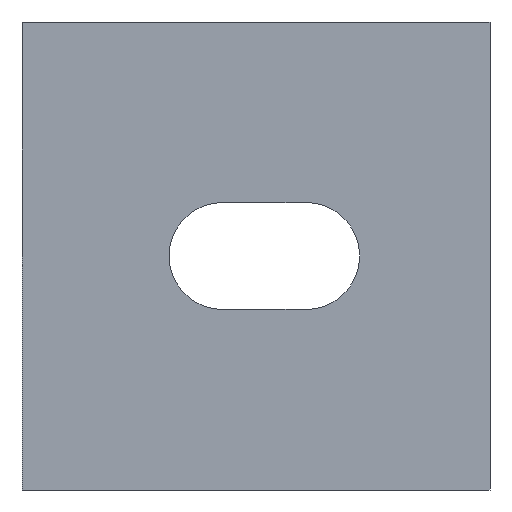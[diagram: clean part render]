
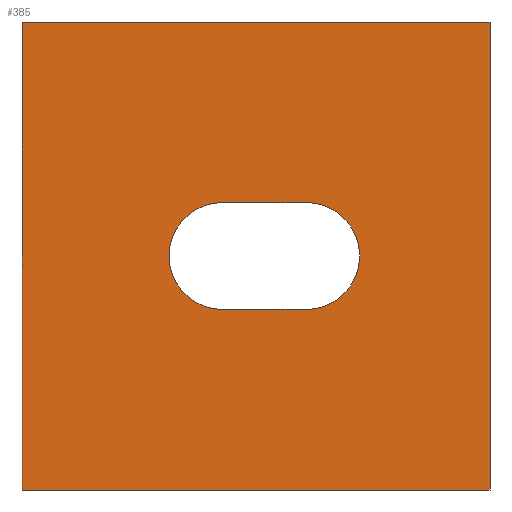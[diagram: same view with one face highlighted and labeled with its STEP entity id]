
A CAD part, front view. The second image highlights one B-rep face of the part: STEP entity #385.
In plain terms, the highlighted planar face has unit normal (0, -1, 0).
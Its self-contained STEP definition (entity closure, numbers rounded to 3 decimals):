
#17=FACE_BOUND('',#74,.T.);
#31=PLANE('',#433);
#51=FACE_OUTER_BOUND('',#73,.T.);
#73=EDGE_LOOP('',(#339,#340,#341,#342));
#74=EDGE_LOOP('',(#343,#344,#345,#346));
#90=LINE('',#577,#134);
#94=LINE('',#587,#138);
#116=LINE('',#633,#160);
#118=LINE('',#637,#162);
#119=LINE('',#639,#163);
#120=LINE('',#640,#164);
#134=VECTOR('',#474,10.);
#138=VECTOR('',#486,10.);
#160=VECTOR('',#524,10.);
#162=VECTOR('',#528,10.);
#163=VECTOR('',#529,10.);
#164=VECTOR('',#530,10.);
#172=CIRCLE('',#419,3.2);
#174=CIRCLE('',#423,3.2);
#185=VERTEX_POINT('',#568);
#186=VERTEX_POINT('',#570);
#188=VERTEX_POINT('',#576);
#190=VERTEX_POINT('',#582);
#205=VERTEX_POINT('',#630);
#206=VERTEX_POINT('',#632);
#207=VERTEX_POINT('',#636);
#208=VERTEX_POINT('',#638);
#223=EDGE_CURVE('',#186,#185,#172,.T.);
#226=EDGE_CURVE('',#188,#186,#90,.T.);
#229=EDGE_CURVE('',#190,#188,#174,.T.);
#232=EDGE_CURVE('',#185,#190,#94,.T.);
#254=EDGE_CURVE('',#206,#205,#116,.T.);
#256=EDGE_CURVE('',#205,#207,#118,.T.);
#257=EDGE_CURVE('',#208,#207,#119,.T.);
#258=EDGE_CURVE('',#206,#208,#120,.T.);
#339=ORIENTED_EDGE('',*,*,#256,.T.);
#340=ORIENTED_EDGE('',*,*,#257,.F.);
#341=ORIENTED_EDGE('',*,*,#258,.F.);
#342=ORIENTED_EDGE('',*,*,#254,.T.);
#343=ORIENTED_EDGE('',*,*,#229,.T.);
#344=ORIENTED_EDGE('',*,*,#226,.T.);
#345=ORIENTED_EDGE('',*,*,#223,.T.);
#346=ORIENTED_EDGE('',*,*,#232,.T.);
#385=ADVANCED_FACE('',(#51,#17),#31,.T.);
#419=AXIS2_PLACEMENT_3D('',#571,#468,#469);
#423=AXIS2_PLACEMENT_3D('',#583,#480,#481);
#433=AXIS2_PLACEMENT_3D('',#635,#526,#527);
#468=DIRECTION('center_axis',(0.,1.,0.));
#469=DIRECTION('ref_axis',(0.,0.,1.));
#474=DIRECTION('',(1.,0.,0.));
#480=DIRECTION('center_axis',(0.,1.,0.));
#481=DIRECTION('ref_axis',(0.,0.,-1.));
#486=DIRECTION('',(-1.,0.,0.));
#524=DIRECTION('',(0.,0.,1.));
#526=DIRECTION('center_axis',(0.,-1.,0.));
#527=DIRECTION('ref_axis',(0.,0.,-1.));
#528=DIRECTION('',(-1.,0.,0.));
#529=DIRECTION('',(0.,0.,1.));
#530=DIRECTION('',(-1.,0.,0.));
#568=CARTESIAN_POINT('',(17.,0.,10.8));
#570=CARTESIAN_POINT('',(17.,0.,17.2));
#571=CARTESIAN_POINT('Origin',(17.,0.,14.));
#576=CARTESIAN_POINT('',(12.,0.,17.2));
#577=CARTESIAN_POINT('',(22.5,0.,17.2));
#582=CARTESIAN_POINT('',(12.,0.,10.8));
#583=CARTESIAN_POINT('Origin',(12.,0.,14.));
#587=CARTESIAN_POINT('',(20.,0.,10.8));
#630=CARTESIAN_POINT('',(28.,0.,28.));
#632=CARTESIAN_POINT('',(28.,0.,0.));
#633=CARTESIAN_POINT('',(28.,0.,0.));
#635=CARTESIAN_POINT('Origin',(28.,0.,0.));
#636=CARTESIAN_POINT('',(0.,0.,28.));
#637=CARTESIAN_POINT('',(28.,0.,28.));
#638=CARTESIAN_POINT('',(0.,0.,0.));
#639=CARTESIAN_POINT('',(0.,0.,0.));
#640=CARTESIAN_POINT('',(28.,0.,0.));
